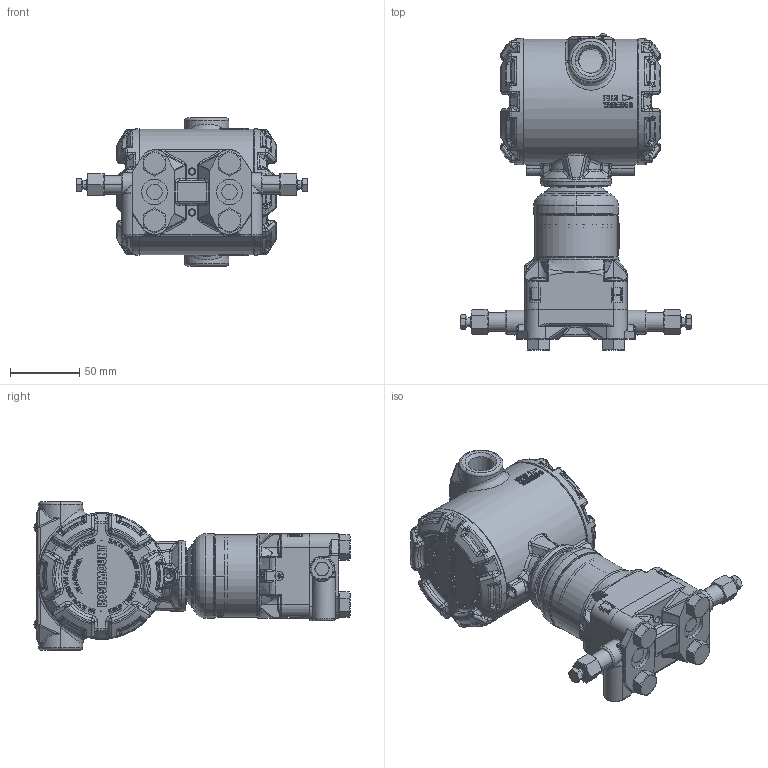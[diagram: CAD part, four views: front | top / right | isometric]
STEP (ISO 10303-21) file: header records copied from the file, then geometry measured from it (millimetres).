
FILE_DESCRIPTION((''),'2;1');
FILE_NAME('3051SC-3D_SW0002','2013-05-09T',('johnarm'),('Rosemount Measurement Division'),'PRO/ENGINEER BY PARAMETRIC TECHNOLOGY CORPORATION, 2010180','PRO/ENGINEER BY PARAMETRIC TECHNOLOGY CORPORATION, 2010180','');
FILE_SCHEMA(('CONFIG_CONTROL_DESIGN'));
Products named in the file (1): 3051SC-3D_SW0002
Bounding box: 166.37 x 227.61 x 106.68 mm (x, y, z)
Surface area: 160241.7 mm2 (no closed solid volume)
Topology: 0 solids, 156 shells, 2435 faces, 9810 edges, 7397 vertices
Faces by surface type: plane 836, bspline 745, cylinder 394, torus 209, cone 154, sphere 80, extrusion 17
Entity records: 128936 total; most frequent: CARTESIAN_POINT 57007, ORIENTED_EDGE 15007, DIRECTION 11961, EDGE_CURVE 9800, VERTEX_POINT 7397, VECTOR 4685, LINE 4668, AXIS2_PLACEMENT_3D 3638
